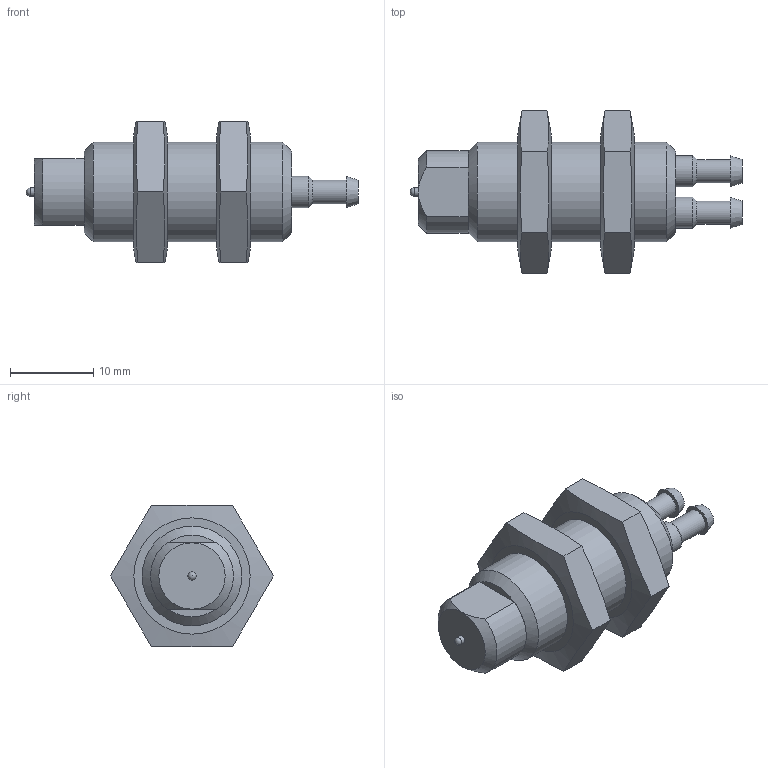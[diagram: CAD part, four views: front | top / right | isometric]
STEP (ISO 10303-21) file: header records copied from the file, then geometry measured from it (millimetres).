
FILE_DESCRIPTION(/* description */ ('STEP AP214'),/* implementation_level */ '2;1');
FILE_NAME(/* name */ '4498_SD-3',/* time_stamp */ '2024-09-14T23:24:45+02:00',/* author */ ('License CC BY-ND 4.0'),/* organization */ ('CADENAS'),/* preprocessor_version */ 'ST-DEVELOPER v19.3',/* originating_system */ 'PARTsolutions',/* authorisation */ ' ');
FILE_SCHEMA (('AUTOMOTIVE_DESIGN {1 0 10303 214 3 1 1}'));
Length unit declared in the file: millimetre
Products named in the file (1): 4498 SD-3
Bounding box: 40 x 19.63 x 17 mm (x, y, z)
Volume: 4318.1 mm3; surface area: 2176.7 mm2
Topology: 1 solids, 1 shells, 55 faces, 121 edges, 78 vertices
Faces by surface type: plane 30, cone 12, cylinder 12, sphere 1
Full cylindrical faces by diameter (mm): 1 x1, 2 x2, 2.822 x2, 3.774 x2, 12 x3
Entity records: 1392 total; most frequent: CARTESIAN_POINT 324, DIRECTION 212, ORIENTED_EDGE 178, AXIS2_PLACEMENT_3D 95, EDGE_CURVE 89, EDGE_LOOP 86, FACE_BOUND 86, VERTEX_POINT 67
